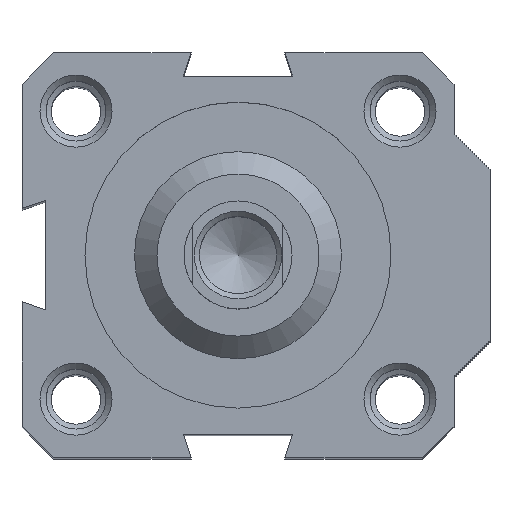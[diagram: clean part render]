
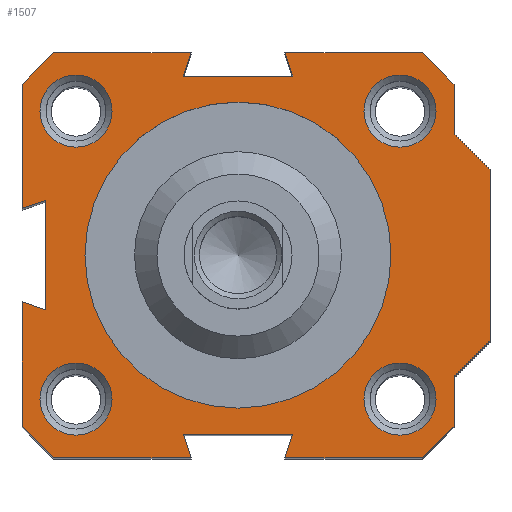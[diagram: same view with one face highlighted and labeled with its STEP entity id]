
A CAD part, top view. The second image highlights one B-rep face of the part: STEP entity #1507.
In plain terms, the highlighted planar face has unit normal (0, 0, 1).
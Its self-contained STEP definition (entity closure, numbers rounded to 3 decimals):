
#22=FACE_BOUND('',#215,.T.);
#23=FACE_BOUND('',#216,.T.);
#24=FACE_BOUND('',#217,.T.);
#25=FACE_BOUND('',#218,.T.);
#26=FACE_BOUND('',#219,.T.);
#44=PLANE('',#1659);
#121=FACE_OUTER_BOUND('',#214,.T.);
#214=EDGE_LOOP('',(#1177,#1178,#1179,#1180,#1181,#1182,#1183,#1184,#1185,
#1186,#1187,#1188,#1189,#1190,#1191,#1192,#1193,#1194,#1195,#1196,#1197,
#1198,#1199,#1200));
#215=EDGE_LOOP('',(#1201));
#216=EDGE_LOOP('',(#1202));
#217=EDGE_LOOP('',(#1203));
#218=EDGE_LOOP('',(#1204));
#219=EDGE_LOOP('',(#1205));
#340=LINE('',#2458,#474);
#341=LINE('',#2460,#475);
#342=LINE('',#2462,#476);
#343=LINE('',#2464,#477);
#344=LINE('',#2466,#478);
#345=LINE('',#2468,#479);
#346=LINE('',#2470,#480);
#347=LINE('',#2472,#481);
#348=LINE('',#2474,#482);
#349=LINE('',#2476,#483);
#350=LINE('',#2478,#484);
#351=LINE('',#2480,#485);
#352=LINE('',#2482,#486);
#353=LINE('',#2484,#487);
#354=LINE('',#2486,#488);
#355=LINE('',#2488,#489);
#356=LINE('',#2490,#490);
#357=LINE('',#2492,#491);
#358=LINE('',#2494,#492);
#359=LINE('',#2496,#493);
#360=LINE('',#2498,#494);
#361=LINE('',#2500,#495);
#362=LINE('',#2502,#496);
#363=LINE('',#2503,#497);
#474=VECTOR('',#1968,10.);
#475=VECTOR('',#1969,10.);
#476=VECTOR('',#1970,10.);
#477=VECTOR('',#1971,10.);
#478=VECTOR('',#1972,10.);
#479=VECTOR('',#1973,10.);
#480=VECTOR('',#1974,10.);
#481=VECTOR('',#1975,10.);
#482=VECTOR('',#1976,10.);
#483=VECTOR('',#1977,10.);
#484=VECTOR('',#1978,10.);
#485=VECTOR('',#1979,10.);
#486=VECTOR('',#1980,10.);
#487=VECTOR('',#1981,10.);
#488=VECTOR('',#1982,10.);
#489=VECTOR('',#1983,10.);
#490=VECTOR('',#1984,10.);
#491=VECTOR('',#1985,10.);
#492=VECTOR('',#1986,10.);
#493=VECTOR('',#1987,10.);
#494=VECTOR('',#1988,10.);
#495=VECTOR('',#1989,10.);
#496=VECTOR('',#1990,10.);
#497=VECTOR('',#1991,10.);
#594=CIRCLE('',#1656,4.004);
#597=CIRCLE('',#1660,4.004);
#598=CIRCLE('',#1661,4.004);
#599=CIRCLE('',#1662,17.);
#600=CIRCLE('',#1663,4.004);
#716=VERTEX_POINT('',#2448);
#719=VERTEX_POINT('',#2456);
#720=VERTEX_POINT('',#2457);
#721=VERTEX_POINT('',#2459);
#722=VERTEX_POINT('',#2461);
#723=VERTEX_POINT('',#2463);
#724=VERTEX_POINT('',#2465);
#725=VERTEX_POINT('',#2467);
#726=VERTEX_POINT('',#2469);
#727=VERTEX_POINT('',#2471);
#728=VERTEX_POINT('',#2473);
#729=VERTEX_POINT('',#2475);
#730=VERTEX_POINT('',#2477);
#731=VERTEX_POINT('',#2479);
#732=VERTEX_POINT('',#2481);
#733=VERTEX_POINT('',#2483);
#734=VERTEX_POINT('',#2485);
#735=VERTEX_POINT('',#2487);
#736=VERTEX_POINT('',#2489);
#737=VERTEX_POINT('',#2491);
#738=VERTEX_POINT('',#2493);
#739=VERTEX_POINT('',#2495);
#740=VERTEX_POINT('',#2497);
#741=VERTEX_POINT('',#2499);
#742=VERTEX_POINT('',#2501);
#743=VERTEX_POINT('',#2504);
#744=VERTEX_POINT('',#2506);
#745=VERTEX_POINT('',#2508);
#746=VERTEX_POINT('',#2510);
#886=EDGE_CURVE('',#716,#716,#594,.T.);
#890=EDGE_CURVE('',#719,#720,#340,.T.);
#891=EDGE_CURVE('',#720,#721,#341,.T.);
#892=EDGE_CURVE('',#721,#722,#342,.T.);
#893=EDGE_CURVE('',#722,#723,#343,.T.);
#894=EDGE_CURVE('',#723,#724,#344,.T.);
#895=EDGE_CURVE('',#724,#725,#345,.T.);
#896=EDGE_CURVE('',#725,#726,#346,.T.);
#897=EDGE_CURVE('',#726,#727,#347,.T.);
#898=EDGE_CURVE('',#727,#728,#348,.T.);
#899=EDGE_CURVE('',#728,#729,#349,.T.);
#900=EDGE_CURVE('',#729,#730,#350,.T.);
#901=EDGE_CURVE('',#730,#731,#351,.T.);
#902=EDGE_CURVE('',#731,#732,#352,.T.);
#903=EDGE_CURVE('',#732,#733,#353,.T.);
#904=EDGE_CURVE('',#733,#734,#354,.T.);
#905=EDGE_CURVE('',#734,#735,#355,.T.);
#906=EDGE_CURVE('',#735,#736,#356,.T.);
#907=EDGE_CURVE('',#736,#737,#357,.T.);
#908=EDGE_CURVE('',#737,#738,#358,.T.);
#909=EDGE_CURVE('',#738,#739,#359,.T.);
#910=EDGE_CURVE('',#739,#740,#360,.T.);
#911=EDGE_CURVE('',#740,#741,#361,.T.);
#912=EDGE_CURVE('',#741,#742,#362,.T.);
#913=EDGE_CURVE('',#742,#719,#363,.T.);
#914=EDGE_CURVE('',#743,#743,#597,.T.);
#915=EDGE_CURVE('',#744,#744,#598,.T.);
#916=EDGE_CURVE('',#745,#745,#599,.T.);
#917=EDGE_CURVE('',#746,#746,#600,.T.);
#1177=ORIENTED_EDGE('',*,*,#890,.T.);
#1178=ORIENTED_EDGE('',*,*,#891,.T.);
#1179=ORIENTED_EDGE('',*,*,#892,.T.);
#1180=ORIENTED_EDGE('',*,*,#893,.T.);
#1181=ORIENTED_EDGE('',*,*,#894,.T.);
#1182=ORIENTED_EDGE('',*,*,#895,.T.);
#1183=ORIENTED_EDGE('',*,*,#896,.T.);
#1184=ORIENTED_EDGE('',*,*,#897,.T.);
#1185=ORIENTED_EDGE('',*,*,#898,.T.);
#1186=ORIENTED_EDGE('',*,*,#899,.T.);
#1187=ORIENTED_EDGE('',*,*,#900,.T.);
#1188=ORIENTED_EDGE('',*,*,#901,.T.);
#1189=ORIENTED_EDGE('',*,*,#902,.T.);
#1190=ORIENTED_EDGE('',*,*,#903,.T.);
#1191=ORIENTED_EDGE('',*,*,#904,.T.);
#1192=ORIENTED_EDGE('',*,*,#905,.T.);
#1193=ORIENTED_EDGE('',*,*,#906,.T.);
#1194=ORIENTED_EDGE('',*,*,#907,.T.);
#1195=ORIENTED_EDGE('',*,*,#908,.T.);
#1196=ORIENTED_EDGE('',*,*,#909,.T.);
#1197=ORIENTED_EDGE('',*,*,#910,.T.);
#1198=ORIENTED_EDGE('',*,*,#911,.T.);
#1199=ORIENTED_EDGE('',*,*,#912,.T.);
#1200=ORIENTED_EDGE('',*,*,#913,.T.);
#1201=ORIENTED_EDGE('',*,*,#914,.F.);
#1202=ORIENTED_EDGE('',*,*,#915,.F.);
#1203=ORIENTED_EDGE('',*,*,#916,.T.);
#1204=ORIENTED_EDGE('',*,*,#917,.F.);
#1205=ORIENTED_EDGE('',*,*,#886,.F.);
#1507=ADVANCED_FACE('',(#121,#22,#23,#24,#25,#26),#44,.T.);
#1656=AXIS2_PLACEMENT_3D('',#2449,#1959,#1960);
#1659=AXIS2_PLACEMENT_3D('',#2455,#1966,#1967);
#1660=AXIS2_PLACEMENT_3D('',#2505,#1992,#1993);
#1661=AXIS2_PLACEMENT_3D('',#2507,#1994,#1995);
#1662=AXIS2_PLACEMENT_3D('',#2509,#1996,#1997);
#1663=AXIS2_PLACEMENT_3D('',#2511,#1998,#1999);
#1959=DIRECTION('center_axis',(0.,0.,1.));
#1960=DIRECTION('ref_axis',(-1.,0.,0.));
#1966=DIRECTION('center_axis',(0.,0.,1.));
#1967=DIRECTION('ref_axis',(1.,0.,0.));
#1968=DIRECTION('',(-0.319,0.948,0.));
#1969=DIRECTION('',(1.,0.,0.));
#1970=DIRECTION('',(-0.319,-0.948,0.));
#1971=DIRECTION('',(1.,0.,0.));
#1972=DIRECTION('',(0.707,0.707,0.));
#1973=DIRECTION('',(0.,1.,0.));
#1974=DIRECTION('',(0.707,0.707,0.));
#1975=DIRECTION('',(0.,1.,0.));
#1976=DIRECTION('',(-0.707,0.707,0.));
#1977=DIRECTION('',(0.,1.,0.));
#1978=DIRECTION('',(-0.707,0.707,0.));
#1979=DIRECTION('',(-1.,0.,0.));
#1980=DIRECTION('',(0.319,-0.948,0.));
#1981=DIRECTION('',(-1.,0.,0.));
#1982=DIRECTION('',(0.319,0.948,0.));
#1983=DIRECTION('',(-1.,0.,0.));
#1984=DIRECTION('',(-0.707,-0.707,0.));
#1985=DIRECTION('',(0.,-1.,0.));
#1986=DIRECTION('',(0.948,0.319,0.));
#1987=DIRECTION('',(0.,-1.,0.));
#1988=DIRECTION('',(-0.948,0.319,0.));
#1989=DIRECTION('',(0.,-1.,0.));
#1990=DIRECTION('',(0.707,-0.707,0.));
#1991=DIRECTION('',(1.,0.,0.));
#1992=DIRECTION('center_axis',(0.,0.,1.));
#1993=DIRECTION('ref_axis',(-1.,0.,0.));
#1994=DIRECTION('center_axis',(0.,0.,1.));
#1995=DIRECTION('ref_axis',(-1.,0.,0.));
#1996=DIRECTION('center_axis',(0.,0.,-1.));
#1997=DIRECTION('ref_axis',(-1.,0.,0.));
#1998=DIRECTION('center_axis',(0.,0.,1.));
#1999=DIRECTION('ref_axis',(-1.,0.,0.));
#2448=CARTESIAN_POINT('',(-13.997,-16.,57.));
#2449=CARTESIAN_POINT('Origin',(-18.,-16.,57.));
#2455=CARTESIAN_POINT('Origin',(0.213,0.,
57.));
#2456=CARTESIAN_POINT('',(-5.2,-22.5,57.));
#2457=CARTESIAN_POINT('',(-6.075,-19.9,57.));
#2458=CARTESIAN_POINT('',(-5.2,-22.5,57.));
#2459=CARTESIAN_POINT('',(6.075,-19.9,57.));
#2460=CARTESIAN_POINT('',(-6.075,-19.9,57.));
#2461=CARTESIAN_POINT('',(5.2,-22.5,57.));
#2462=CARTESIAN_POINT('',(6.075,-19.9,57.));
#2463=CARTESIAN_POINT('',(20.5,-22.5,57.));
#2464=CARTESIAN_POINT('',(5.2,-22.5,57.));
#2465=CARTESIAN_POINT('',(24.,-19.,57.));
#2466=CARTESIAN_POINT('',(20.5,-22.5,57.));
#2467=CARTESIAN_POINT('',(24.,-13.5,57.));
#2468=CARTESIAN_POINT('',(24.,-19.,57.));
#2469=CARTESIAN_POINT('',(28.,-9.5,57.));
#2470=CARTESIAN_POINT('',(24.,-13.5,57.));
#2471=CARTESIAN_POINT('',(28.,9.5,57.));
#2472=CARTESIAN_POINT('',(28.,-9.5,57.));
#2473=CARTESIAN_POINT('',(24.,13.5,57.));
#2474=CARTESIAN_POINT('',(28.,9.5,57.));
#2475=CARTESIAN_POINT('',(24.,19.,57.));
#2476=CARTESIAN_POINT('',(24.,13.5,57.));
#2477=CARTESIAN_POINT('',(20.5,22.5,57.));
#2478=CARTESIAN_POINT('',(24.,19.,57.));
#2479=CARTESIAN_POINT('',(5.2,22.5,57.));
#2480=CARTESIAN_POINT('',(20.5,22.5,57.));
#2481=CARTESIAN_POINT('',(6.075,19.9,57.));
#2482=CARTESIAN_POINT('',(5.2,22.5,57.));
#2483=CARTESIAN_POINT('',(-6.075,19.9,57.));
#2484=CARTESIAN_POINT('',(6.075,19.9,57.));
#2485=CARTESIAN_POINT('',(-5.2,22.5,57.));
#2486=CARTESIAN_POINT('',(-6.075,19.9,57.));
#2487=CARTESIAN_POINT('',(-20.5,22.5,57.));
#2488=CARTESIAN_POINT('',(-5.2,22.5,57.));
#2489=CARTESIAN_POINT('',(-24.,19.,57.));
#2490=CARTESIAN_POINT('',(-20.5,22.5,57.));
#2491=CARTESIAN_POINT('',(-24.,5.2,57.));
#2492=CARTESIAN_POINT('',(-24.,19.,57.));
#2493=CARTESIAN_POINT('',(-21.4,6.075,57.));
#2494=CARTESIAN_POINT('',(-24.,5.2,57.));
#2495=CARTESIAN_POINT('',(-21.4,-6.075,57.));
#2496=CARTESIAN_POINT('',(-21.4,6.075,57.));
#2497=CARTESIAN_POINT('',(-24.,-5.2,57.));
#2498=CARTESIAN_POINT('',(-21.4,-6.075,57.));
#2499=CARTESIAN_POINT('',(-24.,-19.,57.));
#2500=CARTESIAN_POINT('',(-24.,-5.2,57.));
#2501=CARTESIAN_POINT('',(-20.5,-22.5,57.));
#2502=CARTESIAN_POINT('',(-24.,-19.,57.));
#2503=CARTESIAN_POINT('',(-20.5,-22.5,57.));
#2504=CARTESIAN_POINT('',(22.004,-16.,57.));
#2505=CARTESIAN_POINT('Origin',(18.,-16.,57.));
#2506=CARTESIAN_POINT('',(-13.997,16.,57.));
#2507=CARTESIAN_POINT('Origin',(-18.,16.,57.));
#2508=CARTESIAN_POINT('',(17.,0.,57.));
#2509=CARTESIAN_POINT('Origin',(0.,0.,57.));
#2510=CARTESIAN_POINT('',(22.004,16.,57.));
#2511=CARTESIAN_POINT('Origin',(18.,16.,57.));
